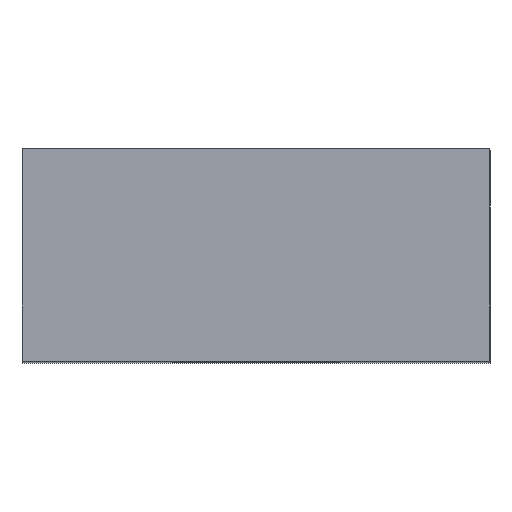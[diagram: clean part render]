
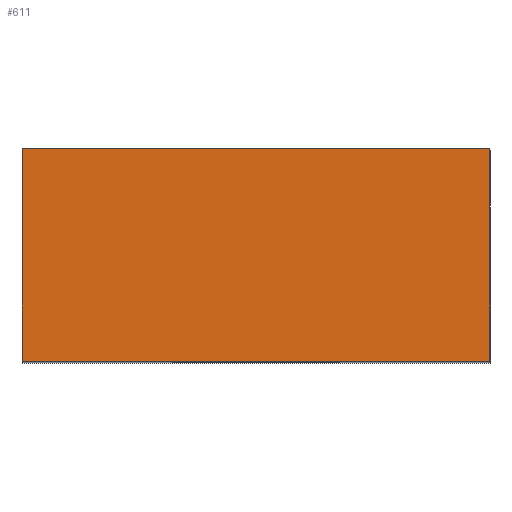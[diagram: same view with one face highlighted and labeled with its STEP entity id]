
A CAD part, top view. The second image highlights one B-rep face of the part: STEP entity #611.
In plain terms, the highlighted planar face has unit normal (0, 0, 1).
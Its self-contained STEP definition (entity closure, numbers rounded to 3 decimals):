
#4 = VECTOR ( 'NONE', #660, 1000. ) ;
#20 = DIRECTION ( 'NONE',  ( 0., 1., 0. ) ) ;
#23 = VERTEX_POINT ( 'NONE', #596 ) ;
#40 = VERTEX_POINT ( 'NONE', #73 ) ;
#41 = VERTEX_POINT ( 'NONE', #810 ) ;
#44 = ORIENTED_EDGE ( 'NONE', *, *, #563, .T. ) ;
#46 = CARTESIAN_POINT ( 'NONE',  ( 7., 8., 31.25 ) ) ;
#73 = CARTESIAN_POINT ( 'NONE',  ( -7., 14.35, 31.25 ) ) ;
#78 = LINE ( 'NONE', #553, #4 ) ;
#101 = EDGE_CURVE ( 'NONE', #23, #798, #761, .T. ) ;
#103 = PLANE ( 'NONE',  #251 ) ;
#147 = LINE ( 'NONE', #272, #208 ) ;
#149 = EDGE_CURVE ( 'NONE', #40, #23, #558, .T. ) ;
#162 = DIRECTION ( 'NONE',  ( 0., -1., 0. ) ) ;
#178 = CARTESIAN_POINT ( 'NONE',  ( 7., 14.35, 31.25 ) ) ;
#205 = EDGE_CURVE ( 'NONE', #41, #798, #78, .T. ) ;
#208 = VECTOR ( 'NONE', #378, 1000. ) ;
#251 = AXIS2_PLACEMENT_3D ( 'NONE', #851, #822, #20 ) ;
#272 = CARTESIAN_POINT ( 'NONE',  ( -7., 14.35, 31.25 ) ) ;
#378 = DIRECTION ( 'NONE',  ( 0., -1., 0. ) ) ;
#411 = FACE_OUTER_BOUND ( 'NONE', #424, .T. ) ;
#424 = EDGE_LOOP ( 'NONE', ( #549, #447, #676, #44 ) ) ;
#446 = CARTESIAN_POINT ( 'NONE',  ( 7., 14.35, 31.25 ) ) ;
#447 = ORIENTED_EDGE ( 'NONE', *, *, #101, .F. ) ;
#544 = DIRECTION ( 'NONE',  ( 1., 0., 0. ) ) ;
#549 = ORIENTED_EDGE ( 'NONE', *, *, #205, .T. ) ;
#553 = CARTESIAN_POINT ( 'NONE',  ( 7., 8., 31.25 ) ) ;
#558 = LINE ( 'NONE', #446, #600 ) ;
#563 = EDGE_CURVE ( 'NONE', #40, #41, #147, .T. ) ;
#596 = CARTESIAN_POINT ( 'NONE',  ( 7., 14.35, 31.25 ) ) ;
#600 = VECTOR ( 'NONE', #544, 1000. ) ;
#611 = ADVANCED_FACE ( 'NONE', ( #411 ), #103, .F. ) ;
#660 = DIRECTION ( 'NONE',  ( 1., 0., 0. ) ) ;
#676 = ORIENTED_EDGE ( 'NONE', *, *, #149, .F. ) ;
#761 = LINE ( 'NONE', #178, #770 ) ;
#770 = VECTOR ( 'NONE', #162, 1000. ) ;
#798 = VERTEX_POINT ( 'NONE', #46 ) ;
#810 = CARTESIAN_POINT ( 'NONE',  ( -7., 8., 31.25 ) ) ;
#822 = DIRECTION ( 'NONE',  ( 0., 0., -1. ) ) ;
#851 = CARTESIAN_POINT ( 'NONE',  ( 7., 14.35, 31.25 ) ) ;
